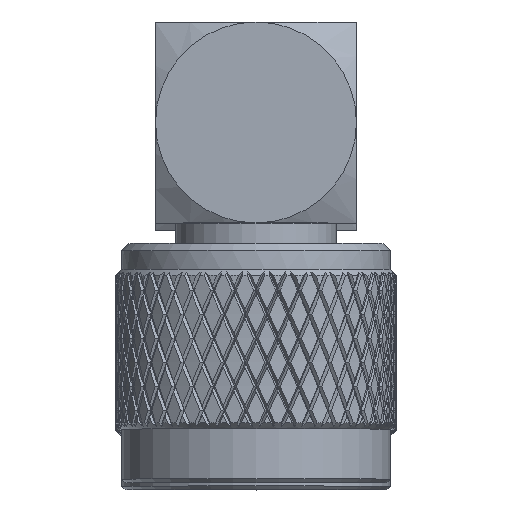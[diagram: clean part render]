
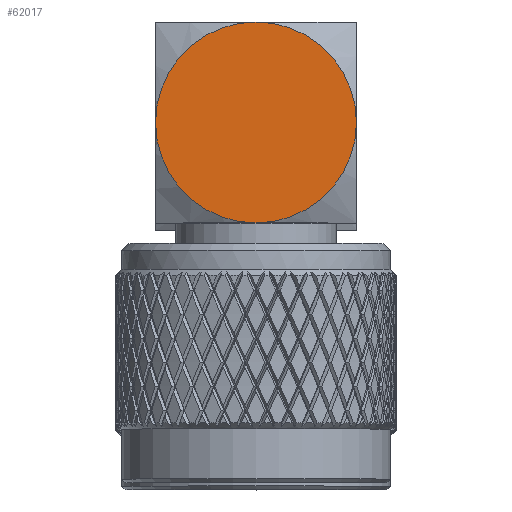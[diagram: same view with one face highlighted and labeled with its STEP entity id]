
A CAD part, top view. The second image highlights one B-rep face of the part: STEP entity #62017.
In plain terms, the highlighted face is planar.
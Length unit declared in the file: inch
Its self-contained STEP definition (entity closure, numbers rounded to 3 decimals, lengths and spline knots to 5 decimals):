
#342 = CARTESIAN_POINT ( 'NONE',  ( 1.0085, 0., -0.2815 ) ) ;
#3940 = CIRCLE ( 'NONE', #12650, 0.2815 ) ;
#9291 = CIRCLE ( 'NONE', #10352, 0.2815 ) ;
#10352 = AXIS2_PLACEMENT_3D ( 'NONE', #20880, #63002, #62659 ) ;
#12576 = DIRECTION ( 'NONE',  ( 1., 0., 0. ) ) ;
#12650 = AXIS2_PLACEMENT_3D ( 'NONE', #342, #26954, #62604 ) ;
#13086 = ORIENTED_EDGE ( 'NONE', *, *, #36264, .F. ) ;
#14972 = CARTESIAN_POINT ( 'NONE',  ( 1.29, 0., -0.2815 ) ) ;
#17377 = DIRECTION ( 'NONE',  ( 0., 0., 1. ) ) ;
#20439 = PLANE ( 'NONE',  #62221 ) ;
#20880 = CARTESIAN_POINT ( 'NONE',  ( 1.0085, 0., -0.2815 ) ) ;
#24397 = VERTEX_POINT ( 'NONE', #60261 ) ;
#25031 = DIRECTION ( 'NONE',  ( 0., 0., 1. ) ) ;
#26954 = DIRECTION ( 'NONE',  ( 0., 0., 1. ) ) ;
#27654 = AXIS2_PLACEMENT_3D ( 'NONE', #39662, #25031, #51178 ) ;
#31224 = CIRCLE ( 'NONE', #50778, 0.2815 ) ;
#32368 = CARTESIAN_POINT ( 'NONE',  ( 1.0085, 0., -0.2815 ) ) ;
#32479 = ORIENTED_EDGE ( 'NONE', *, *, #60395, .F. ) ;
#34429 = CARTESIAN_POINT ( 'NONE',  ( 0.727, 0., -0.2815 ) ) ;
#35236 = CARTESIAN_POINT ( 'NONE',  ( 1.0085, -0.2815, -0.2815 ) ) ;
#36264 = EDGE_CURVE ( 'NONE', #61353, #44938, #3940, .T. ) ;
#36403 = CARTESIAN_POINT ( 'NONE',  ( 0.727, -0.2815, -0.2815 ) ) ;
#37735 = EDGE_CURVE ( 'NONE', #44938, #24397, #9291, .T. ) ;
#39662 = CARTESIAN_POINT ( 'NONE',  ( 1.0085, 0., -0.2815 ) ) ;
#40810 = EDGE_LOOP ( 'NONE', ( #13086, #32479, #47570, #56610 ) ) ;
#41176 = DIRECTION ( 'NONE',  ( 1., 0., 0. ) ) ;
#41507 = FACE_OUTER_BOUND ( 'NONE', #40810, .T. ) ;
#44938 = VERTEX_POINT ( 'NONE', #14972 ) ;
#47570 = ORIENTED_EDGE ( 'NONE', *, *, #51739, .F. ) ;
#50778 = AXIS2_PLACEMENT_3D ( 'NONE', #32368, #17377, #12576 ) ;
#51178 = DIRECTION ( 'NONE',  ( 1., 0., 0. ) ) ;
#51739 = EDGE_CURVE ( 'NONE', #24397, #56560, #31224, .T. ) ;
#54766 = CIRCLE ( 'NONE', #27654, 0.2815 ) ;
#56560 = VERTEX_POINT ( 'NONE', #34429 ) ;
#56610 = ORIENTED_EDGE ( 'NONE', *, *, #37735, .F. ) ;
#60261 = CARTESIAN_POINT ( 'NONE',  ( 1.0085, 0.2815, -0.2815 ) ) ;
#60395 = EDGE_CURVE ( 'NONE', #56560, #61353, #54766, .T. ) ;
#61353 = VERTEX_POINT ( 'NONE', #35236 ) ;
#62017 = ADVANCED_FACE ( 'NONE', ( #41507 ), #20439, .F. ) ;
#62221 = AXIS2_PLACEMENT_3D ( 'NONE', #36403, #62542, #41176 ) ;
#62542 = DIRECTION ( 'NONE',  ( 0., 0., 1. ) ) ;
#62604 = DIRECTION ( 'NONE',  ( 1., 0., 0. ) ) ;
#62659 = DIRECTION ( 'NONE',  ( 0., -1., 0. ) ) ;
#63002 = DIRECTION ( 'NONE',  ( 0., 0., 1. ) ) ;
